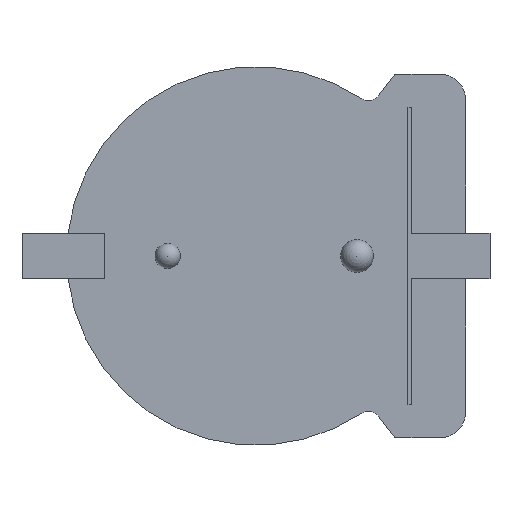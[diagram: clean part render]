
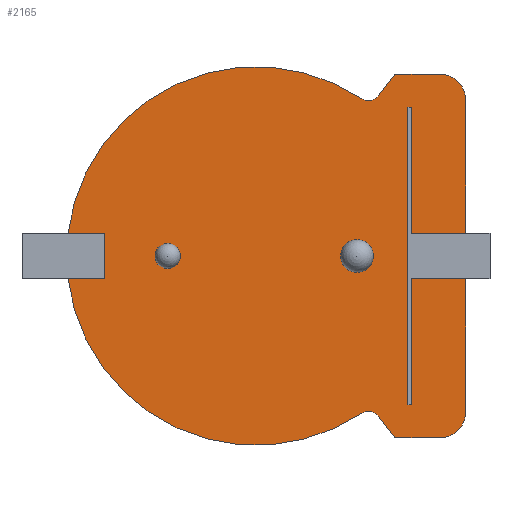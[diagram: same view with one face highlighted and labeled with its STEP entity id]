
A CAD part, front view. The second image highlights one B-rep face of the part: STEP entity #2165.
In plain terms, the highlighted planar face has unit normal (0, -1, 0).
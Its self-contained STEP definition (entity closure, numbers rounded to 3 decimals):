
#59=CIRCLE('',#2312,1.);
#60=CIRCLE('',#2315,0.5);
#61=CIRCLE('',#2316,7.5);
#62=CIRCLE('',#2317,7.5);
#63=CIRCLE('',#2318,0.5);
#64=CIRCLE('',#2319,1.);
#65=CIRCLE('',#2320,0.65);
#66=CIRCLE('',#2321,0.5);
#106=FACE_BOUND('',#295,.T.);
#107=FACE_BOUND('',#296,.T.);
#176=FACE_OUTER_BOUND('',#294,.T.);
#294=EDGE_LOOP('',(#1750,#1751,#1752,#1753,#1754,#1755,#1756,#1757,#1758,
#1759,#1760,#1761,#1762,#1763,#1764,#1765,#1766,#1767,#1768,#1769,#1770,
#1771));
#295=EDGE_LOOP('',(#1772));
#296=EDGE_LOOP('',(#1773));
#512=LINE('',#3325,#768);
#517=LINE('',#3340,#773);
#520=LINE('',#3346,#776);
#521=LINE('',#3348,#777);
#522=LINE('',#3353,#778);
#523=LINE('',#3355,#779);
#524=LINE('',#3361,#780);
#525=LINE('',#3363,#781);
#526=LINE('',#3367,#782);
#527=LINE('',#3369,#783);
#528=LINE('',#3371,#784);
#529=LINE('',#3373,#785);
#530=LINE('',#3375,#786);
#531=LINE('',#3377,#787);
#532=LINE('',#3379,#788);
#533=LINE('',#3380,#789);
#768=VECTOR('',#2717,10.);
#773=VECTOR('',#2730,10.);
#776=VECTOR('',#2735,10.);
#777=VECTOR('',#2736,10.);
#778=VECTOR('',#2741,10.);
#779=VECTOR('',#2742,10.);
#780=VECTOR('',#2747,10.);
#781=VECTOR('',#2748,10.);
#782=VECTOR('',#2751,10.);
#783=VECTOR('',#2752,10.);
#784=VECTOR('',#2753,10.);
#785=VECTOR('',#2754,10.);
#786=VECTOR('',#2755,10.);
#787=VECTOR('',#2756,10.);
#788=VECTOR('',#2757,10.);
#789=VECTOR('',#2758,10.);
#979=VERTEX_POINT('',#3322);
#980=VERTEX_POINT('',#3324);
#984=VERTEX_POINT('',#3333);
#985=VERTEX_POINT('',#3335);
#986=VERTEX_POINT('',#3339);
#988=VERTEX_POINT('',#3345);
#989=VERTEX_POINT('',#3347);
#990=VERTEX_POINT('',#3349);
#991=VERTEX_POINT('',#3352);
#992=VERTEX_POINT('',#3354);
#993=VERTEX_POINT('',#3356);
#994=VERTEX_POINT('',#3358);
#995=VERTEX_POINT('',#3360);
#996=VERTEX_POINT('',#3362);
#997=VERTEX_POINT('',#3364);
#998=VERTEX_POINT('',#3366);
#999=VERTEX_POINT('',#3368);
#1000=VERTEX_POINT('',#3370);
#1001=VERTEX_POINT('',#3372);
#1002=VERTEX_POINT('',#3374);
#1003=VERTEX_POINT('',#3376);
#1004=VERTEX_POINT('',#3378);
#1005=VERTEX_POINT('',#3381);
#1006=VERTEX_POINT('',#3383);
#1250=EDGE_CURVE('',#979,#980,#512,.T.);
#1255=EDGE_CURVE('',#984,#985,#59,.T.);
#1257=EDGE_CURVE('',#986,#985,#517,.T.);
#1260=EDGE_CURVE('',#984,#988,#520,.T.);
#1261=EDGE_CURVE('',#988,#989,#521,.T.);
#1262=EDGE_CURVE('',#990,#989,#60,.T.);
#1263=EDGE_CURVE('',#980,#990,#61,.T.);
#1264=EDGE_CURVE('',#991,#979,#522,.T.);
#1265=EDGE_CURVE('',#992,#991,#523,.T.);
#1266=EDGE_CURVE('',#993,#992,#62,.T.);
#1267=EDGE_CURVE('',#994,#993,#63,.T.);
#1268=EDGE_CURVE('',#995,#994,#524,.T.);
#1269=EDGE_CURVE('',#995,#996,#525,.T.);
#1270=EDGE_CURVE('',#997,#996,#64,.T.);
#1271=EDGE_CURVE('',#997,#998,#526,.T.);
#1272=EDGE_CURVE('',#998,#999,#527,.T.);
#1273=EDGE_CURVE('',#999,#1000,#528,.T.);
#1274=EDGE_CURVE('',#1001,#1000,#529,.T.);
#1275=EDGE_CURVE('',#1002,#1001,#530,.T.);
#1276=EDGE_CURVE('',#1002,#1003,#531,.T.);
#1277=EDGE_CURVE('',#1003,#1004,#532,.T.);
#1278=EDGE_CURVE('',#986,#1004,#533,.T.);
#1279=EDGE_CURVE('',#1005,#1005,#65,.T.);
#1280=EDGE_CURVE('',#1006,#1006,#66,.T.);
#1750=ORIENTED_EDGE('',*,*,#1255,.F.);
#1751=ORIENTED_EDGE('',*,*,#1260,.T.);
#1752=ORIENTED_EDGE('',*,*,#1261,.T.);
#1753=ORIENTED_EDGE('',*,*,#1262,.F.);
#1754=ORIENTED_EDGE('',*,*,#1263,.F.);
#1755=ORIENTED_EDGE('',*,*,#1250,.F.);
#1756=ORIENTED_EDGE('',*,*,#1264,.F.);
#1757=ORIENTED_EDGE('',*,*,#1265,.F.);
#1758=ORIENTED_EDGE('',*,*,#1266,.F.);
#1759=ORIENTED_EDGE('',*,*,#1267,.F.);
#1760=ORIENTED_EDGE('',*,*,#1268,.F.);
#1761=ORIENTED_EDGE('',*,*,#1269,.T.);
#1762=ORIENTED_EDGE('',*,*,#1270,.F.);
#1763=ORIENTED_EDGE('',*,*,#1271,.T.);
#1764=ORIENTED_EDGE('',*,*,#1272,.T.);
#1765=ORIENTED_EDGE('',*,*,#1273,.T.);
#1766=ORIENTED_EDGE('',*,*,#1274,.F.);
#1767=ORIENTED_EDGE('',*,*,#1275,.F.);
#1768=ORIENTED_EDGE('',*,*,#1276,.T.);
#1769=ORIENTED_EDGE('',*,*,#1277,.T.);
#1770=ORIENTED_EDGE('',*,*,#1278,.F.);
#1771=ORIENTED_EDGE('',*,*,#1257,.T.);
#1772=ORIENTED_EDGE('',*,*,#1279,.T.);
#1773=ORIENTED_EDGE('',*,*,#1280,.T.);
#2068=PLANE('',#2314);
#2165=ADVANCED_FACE('',(#176,#106,#107),#2068,.F.);
#2312=AXIS2_PLACEMENT_3D('',#3336,#2725,#2726);
#2314=AXIS2_PLACEMENT_3D('',#3344,#2733,#2734);
#2315=AXIS2_PLACEMENT_3D('',#3350,#2737,#2738);
#2316=AXIS2_PLACEMENT_3D('',#3351,#2739,#2740);
#2317=AXIS2_PLACEMENT_3D('',#3357,#2743,#2744);
#2318=AXIS2_PLACEMENT_3D('',#3359,#2745,#2746);
#2319=AXIS2_PLACEMENT_3D('',#3365,#2749,#2750);
#2320=AXIS2_PLACEMENT_3D('',#3382,#2759,#2760);
#2321=AXIS2_PLACEMENT_3D('',#3384,#2761,#2762);
#2717=DIRECTION('',(-1.,0.,0.));
#2725=DIRECTION('center_axis',(0.,1.,0.));
#2726=DIRECTION('ref_axis',(0.707,0.,0.707));
#2730=DIRECTION('',(0.,0.,1.));
#2733=DIRECTION('center_axis',(0.,1.,0.));
#2734=DIRECTION('ref_axis',(1.,0.,0.));
#2735=DIRECTION('',(-1.,0.,0.));
#2736=DIRECTION('',(-0.607,0.,-0.795));
#2737=DIRECTION('center_axis',(0.,-1.,0.));
#2738=DIRECTION('ref_axis',(0.164,0.,-0.987));
#2739=DIRECTION('center_axis',(0.,1.,0.));
#2740=DIRECTION('ref_axis',(1.,0.,0.));
#2741=DIRECTION('',(0.,0.,1.));
#2742=DIRECTION('',(1.,0.,0.));
#2743=DIRECTION('center_axis',(0.,1.,0.));
#2744=DIRECTION('ref_axis',(1.,0.,0.));
#2745=DIRECTION('center_axis',(0.,-1.,0.));
#2746=DIRECTION('ref_axis',(0.164,0.,0.987));
#2747=DIRECTION('',(-0.607,0.,0.795));
#2748=DIRECTION('',(1.,0.,0.));
#2749=DIRECTION('center_axis',(0.,1.,0.));
#2750=DIRECTION('ref_axis',(0.707,0.,-0.707));
#2751=DIRECTION('',(0.,0.,1.));
#2752=DIRECTION('',(-1.,0.,0.));
#2753=DIRECTION('',(0.,0.,-1.));
#2754=DIRECTION('',(1.,0.,0.));
#2755=DIRECTION('',(0.,0.,-1.));
#2756=DIRECTION('',(1.,0.,0.));
#2757=DIRECTION('',(0.,0.,-1.));
#2758=DIRECTION('',(-1.,0.,0.));
#2759=DIRECTION('center_axis',(0.,1.,0.));
#2760=DIRECTION('ref_axis',(1.,0.,0.));
#2761=DIRECTION('center_axis',(0.,1.,0.));
#2762=DIRECTION('ref_axis',(1.,0.,0.));
#3322=CARTESIAN_POINT('',(-6.02,0.,0.9));
#3324=CARTESIAN_POINT('',(-7.446,0.,0.9));
#3325=CARTESIAN_POINT('',(-6.02,0.,0.9));
#3333=CARTESIAN_POINT('',(7.3,0.,7.2));
#3335=CARTESIAN_POINT('',(8.3,0.,6.2));
#3336=CARTESIAN_POINT('Origin',(7.3,0.,6.2));
#3339=CARTESIAN_POINT('',(8.3,0.,0.9));
#3340=CARTESIAN_POINT('',(8.3,0.,-7.2));
#3344=CARTESIAN_POINT('Origin',(0.427,0.,0.));
#3345=CARTESIAN_POINT('',(5.5,0.,7.2));
#3346=CARTESIAN_POINT('',(7.5,0.,7.2));
#3347=CARTESIAN_POINT('',(4.847,0.,6.345));
#3348=CARTESIAN_POINT('',(5.5,0.,7.2));
#3349=CARTESIAN_POINT('',(4.171,0.,6.233));
#3350=CARTESIAN_POINT('Origin',(4.449,0.,6.648));
#3351=CARTESIAN_POINT('Origin',(0.,0.,0.));
#3352=CARTESIAN_POINT('',(-6.02,0.,-0.9));
#3353=CARTESIAN_POINT('',(-6.02,0.,-0.9));
#3354=CARTESIAN_POINT('',(-7.446,0.,-0.9));
#3355=CARTESIAN_POINT('',(-9.27,0.,-0.9));
#3356=CARTESIAN_POINT('',(4.171,0.,-6.233));
#3357=CARTESIAN_POINT('Origin',(0.,0.,0.));
#3358=CARTESIAN_POINT('',(4.847,0.,-6.345));
#3359=CARTESIAN_POINT('Origin',(4.449,0.,-6.648));
#3360=CARTESIAN_POINT('',(5.5,0.,-7.2));
#3361=CARTESIAN_POINT('',(5.5,0.,-7.2));
#3362=CARTESIAN_POINT('',(7.3,0.,-7.2));
#3363=CARTESIAN_POINT('',(7.5,0.,-7.2));
#3364=CARTESIAN_POINT('',(8.3,0.,-6.2));
#3365=CARTESIAN_POINT('Origin',(7.3,0.,-6.2));
#3366=CARTESIAN_POINT('',(8.3,0.,-0.9));
#3367=CARTESIAN_POINT('',(8.3,0.,-7.2));
#3368=CARTESIAN_POINT('',(6.17,0.,-0.9));
#3369=CARTESIAN_POINT('',(9.27,0.,-0.9));
#3370=CARTESIAN_POINT('',(6.17,0.,-5.9));
#3371=CARTESIAN_POINT('',(6.17,0.,5.9));
#3372=CARTESIAN_POINT('',(6.02,0.,-5.9));
#3373=CARTESIAN_POINT('',(6.02,0.,-5.9));
#3374=CARTESIAN_POINT('',(6.02,0.,5.9));
#3375=CARTESIAN_POINT('',(6.02,0.,5.9));
#3376=CARTESIAN_POINT('',(6.17,0.,5.9));
#3377=CARTESIAN_POINT('',(6.02,0.,5.9));
#3378=CARTESIAN_POINT('',(6.17,0.,0.9));
#3379=CARTESIAN_POINT('',(6.17,0.,5.9));
#3380=CARTESIAN_POINT('',(9.27,0.,0.9));
#3381=CARTESIAN_POINT('',(3.35,0.,0.));
#3382=CARTESIAN_POINT('Origin',(4.,0.,0.));
#3383=CARTESIAN_POINT('',(-4.,0.,0.));
#3384=CARTESIAN_POINT('Origin',(-3.5,0.,0.));
